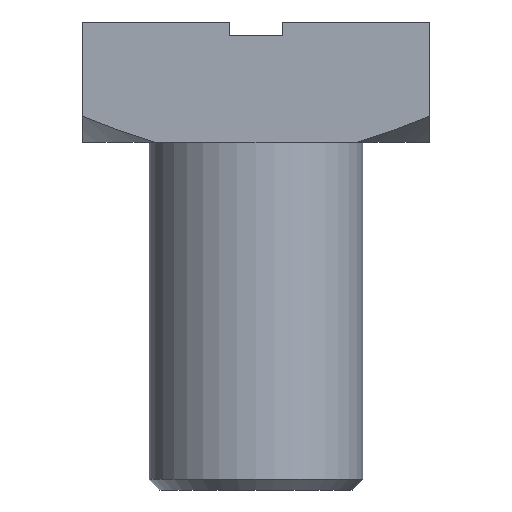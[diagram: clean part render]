
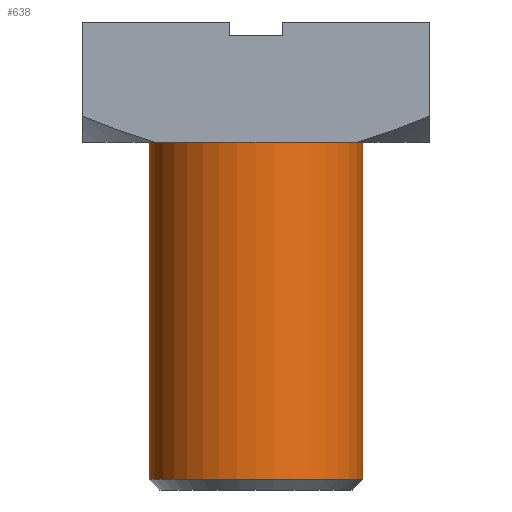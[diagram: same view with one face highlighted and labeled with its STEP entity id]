
A CAD part, front view. The second image highlights one B-rep face of the part: STEP entity #638.
In plain terms, the highlighted cylindrical face has radius 4 mm (diameter 8 mm), a partial arc.
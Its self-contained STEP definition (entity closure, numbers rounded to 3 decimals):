
#40 = EDGE_CURVE ( 'NONE', #902, #760, #429, .T. ) ;
#41 = EDGE_CURVE ( 'NONE', #882, #880, #433, .T. ) ;
#58 = EDGE_CURVE ( 'NONE', #760, #880, #575, .T. ) ;
#86 = CARTESIAN_POINT ( 'NONE',  ( 4., 0., -12.6 ) ) ;
#98 = FACE_OUTER_BOUND ( 'NONE', #758, .T. ) ;
#100 = CARTESIAN_POINT ( 'NONE',  ( -4., 0., -12.6 ) ) ;
#110 = CARTESIAN_POINT ( 'NONE',  ( -4., 0., 0. ) ) ;
#126 = CARTESIAN_POINT ( 'NONE',  ( 4., 0., 0. ) ) ;
#148 = DIRECTION ( 'NONE',  ( 1., 0., 0. ) ) ;
#230 = CARTESIAN_POINT ( 'NONE',  ( 0., 0., -13. ) ) ;
#235 = DIRECTION ( 'NONE',  ( 0., 0., 1. ) ) ;
#238 = CYLINDRICAL_SURFACE ( 'NONE', #265, 4. ) ;
#264 = EDGE_CURVE ( 'NONE', #882, #902, #601, .T. ) ;
#265 = AXIS2_PLACEMENT_3D ( 'NONE', #230, #235, #148 ) ;
#398 = DIRECTION ( 'NONE',  ( -1., 0., 0. ) ) ;
#399 = DIRECTION ( 'NONE',  ( 0., 0., 1. ) ) ;
#400 = DIRECTION ( 'NONE',  ( 0., 0., 1. ) ) ;
#401 = CARTESIAN_POINT ( 'NONE',  ( 0., 0., -12.6 ) ) ;
#408 = CARTESIAN_POINT ( 'NONE',  ( -4., 0., -13. ) ) ;
#411 = DIRECTION ( 'NONE',  ( 0., 0., 1. ) ) ;
#429 = LINE ( 'NONE', #454, #613 ) ;
#433 = LINE ( 'NONE', #408, #579 ) ;
#454 = CARTESIAN_POINT ( 'NONE',  ( 4., 0., -13. ) ) ;
#522 = DIRECTION ( 'NONE',  ( -1., 0., 0. ) ) ;
#523 = DIRECTION ( 'NONE',  ( 0., 0., -1. ) ) ;
#524 = CARTESIAN_POINT ( 'NONE',  ( 0., 0., 0. ) ) ;
#556 = AXIS2_PLACEMENT_3D ( 'NONE', #401, #400, #398 ) ;
#575 = CIRCLE ( 'NONE', #582, 4. ) ;
#579 = VECTOR ( 'NONE', #399, 1000. ) ;
#582 = AXIS2_PLACEMENT_3D ( 'NONE', #524, #523, #522 ) ;
#601 = CIRCLE ( 'NONE', #556, 4. ) ;
#613 = VECTOR ( 'NONE', #411, 1000. ) ;
#638 = ADVANCED_FACE ( 'NONE', ( #98 ), #238, .T. ) ;
#758 = EDGE_LOOP ( 'NONE', ( #895, #833, #831, #832 ) ) ;
#760 = VERTEX_POINT ( 'NONE', #126 ) ;
#831 = ORIENTED_EDGE ( 'NONE', *, *, #40, .T. ) ;
#832 = ORIENTED_EDGE ( 'NONE', *, *, #58, .T. ) ;
#833 = ORIENTED_EDGE ( 'NONE', *, *, #264, .T. ) ;
#880 = VERTEX_POINT ( 'NONE', #110 ) ;
#882 = VERTEX_POINT ( 'NONE', #100 ) ;
#895 = ORIENTED_EDGE ( 'NONE', *, *, #41, .F. ) ;
#902 = VERTEX_POINT ( 'NONE', #86 ) ;
